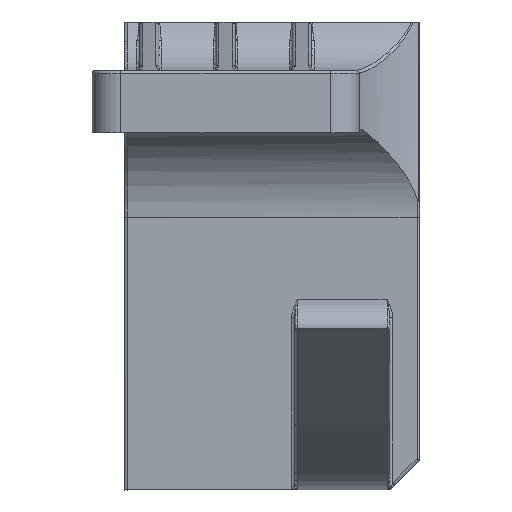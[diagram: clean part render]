
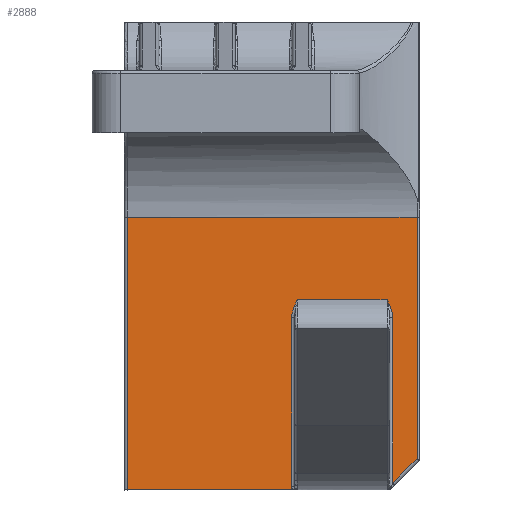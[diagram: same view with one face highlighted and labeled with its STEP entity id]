
A CAD part, left-side view. The second image highlights one B-rep face of the part: STEP entity #2888.
In plain terms, the highlighted planar face has unit normal (-1, 0, 0).
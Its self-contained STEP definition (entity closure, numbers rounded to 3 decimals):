
#73=B_SPLINE_CURVE_WITH_KNOTS('',3,(#4914,#4915,#4916,#4917,#4918,#4919,
#4920,#4921),.UNSPECIFIED.,.F.,.F.,(4,2,1,1,4),(-0.2,-0.199,
-0.08,-0.04,0.),.UNSPECIFIED.);
#75=B_SPLINE_CURVE_WITH_KNOTS('',3,(#4981,#4982,#4983,#4984),
 .UNSPECIFIED.,.F.,.F.,(4,4),(0.758,0.794),
 .UNSPECIFIED.);
#76=B_SPLINE_CURVE_WITH_KNOTS('',3,(#4994,#4995,#4996,#4997,#4998,#4999),
 .UNSPECIFIED.,.F.,.F.,(4,2,4),(-0.199,0.,0.001),
 .UNSPECIFIED.);
#334=PLANE('',#3105);
#406=FACE_OUTER_BOUND('',#584,.T.);
#584=EDGE_LOOP('',(#2016,#2017,#2018,#2019,#2020,#2021,#2022,#2023,#2024,
#2025,#2026));
#797=LINE('',#4688,#984);
#804=LINE('',#4806,#991);
#807=LINE('',#4927,#994);
#808=LINE('',#4987,#995);
#809=LINE('',#4989,#996);
#810=LINE('',#4990,#997);
#811=LINE('',#4992,#998);
#812=LINE('',#5000,#999);
#984=VECTOR('',#3473,10.);
#991=VECTOR('',#3498,10.);
#994=VECTOR('',#3511,10.);
#995=VECTOR('',#3514,10.);
#996=VECTOR('',#3515,10.);
#997=VECTOR('',#3516,10.);
#998=VECTOR('',#3517,10.);
#999=VECTOR('',#3518,10.);
#1187=VERTEX_POINT('',#4685);
#1188=VERTEX_POINT('',#4687);
#1201=VERTEX_POINT('',#4794);
#1202=VERTEX_POINT('',#4805);
#1205=VERTEX_POINT('',#4902);
#1207=VERTEX_POINT('',#4905);
#1208=VERTEX_POINT('',#4923);
#1210=VERTEX_POINT('',#4986);
#1211=VERTEX_POINT('',#4988);
#1212=VERTEX_POINT('',#4991);
#1213=VERTEX_POINT('',#4993);
#1485=EDGE_CURVE('',#1187,#1188,#797,.T.);
#1504=EDGE_CURVE('',#1201,#1202,#804,.T.);
#1512=EDGE_CURVE('',#1207,#1205,#73,.T.);
#1515=EDGE_CURVE('',#1205,#1208,#807,.T.);
#1517=EDGE_CURVE('',#1208,#1201,#75,.T.);
#1518=EDGE_CURVE('',#1210,#1187,#808,.T.);
#1519=EDGE_CURVE('',#1211,#1210,#809,.T.);
#1520=EDGE_CURVE('',#1202,#1211,#810,.T.);
#1521=EDGE_CURVE('',#1212,#1207,#811,.T.);
#1522=EDGE_CURVE('',#1213,#1212,#76,.T.);
#1523=EDGE_CURVE('',#1188,#1213,#812,.T.);
#2016=ORIENTED_EDGE('',*,*,#1485,.F.);
#2017=ORIENTED_EDGE('',*,*,#1518,.F.);
#2018=ORIENTED_EDGE('',*,*,#1519,.F.);
#2019=ORIENTED_EDGE('',*,*,#1520,.F.);
#2020=ORIENTED_EDGE('',*,*,#1504,.F.);
#2021=ORIENTED_EDGE('',*,*,#1517,.F.);
#2022=ORIENTED_EDGE('',*,*,#1515,.F.);
#2023=ORIENTED_EDGE('',*,*,#1512,.F.);
#2024=ORIENTED_EDGE('',*,*,#1521,.F.);
#2025=ORIENTED_EDGE('',*,*,#1522,.F.);
#2026=ORIENTED_EDGE('',*,*,#1523,.F.);
#2888=ADVANCED_FACE('',(#406),#334,.T.);
#3105=AXIS2_PLACEMENT_3D('',#4985,#3512,#3513);
#3473=DIRECTION('',(0.,0.707,-0.707));
#3498=DIRECTION('',(0.,1.,0.));
#3511=DIRECTION('',(0.,0.,-1.));
#3512=DIRECTION('center_axis',(-1.,0.,0.));
#3513=DIRECTION('ref_axis',(0.,0.,-1.));
#3514=DIRECTION('',(0.,0.,-1.));
#3515=DIRECTION('',(0.,-1.,0.));
#3516=DIRECTION('',(0.,0.,1.));
#3517=DIRECTION('',(0.,1.,0.));
#3518=DIRECTION('',(0.,0.,1.));
#4685=CARTESIAN_POINT('',(80.,28.9,53.007));
#4687=CARTESIAN_POINT('',(80.,31.447,50.46));
#4688=CARTESIAN_POINT('',(80.,21.348,60.559));
#4794=CARTESIAN_POINT('',(80.,41.944,49.792));
#4805=CARTESIAN_POINT('',(80.,59.3,49.792));
#4806=CARTESIAN_POINT('',(80.,38.873,49.792));
#4902=CARTESIAN_POINT('',(80.,42.047,67.803));
#4905=CARTESIAN_POINT('',(80.,41.447,69.7));
#4914=CARTESIAN_POINT('Ctrl Pts',(80.,41.447,69.7));
#4915=CARTESIAN_POINT('Ctrl Pts',(80.,41.448,69.698));
#4916=CARTESIAN_POINT('Ctrl Pts',(80.,41.449,69.696));
#4917=CARTESIAN_POINT('Ctrl Pts',(80.,41.62,69.332));
#4918=CARTESIAN_POINT('Ctrl Pts',(80.,41.85,68.85));
#4919=CARTESIAN_POINT('Ctrl Pts',(80.,42.018,68.203));
#4920=CARTESIAN_POINT('Ctrl Pts',(80.,42.047,67.936));
#4921=CARTESIAN_POINT('Ctrl Pts',(80.,42.047,67.803));
#4923=CARTESIAN_POINT('',(80.,42.047,50.132));
#4927=CARTESIAN_POINT('',(80.,42.047,85.506));
#4981=CARTESIAN_POINT('Ctrl Pts',(80.,42.047,50.132));
#4982=CARTESIAN_POINT('Ctrl Pts',(80.,42.047,50.012));
#4983=CARTESIAN_POINT('Ctrl Pts',(80.,42.01,49.892));
#4984=CARTESIAN_POINT('Ctrl Pts',(80.,41.943,49.792));
#4985=CARTESIAN_POINT('Origin',(80.,55.6,116.812));
#4986=CARTESIAN_POINT('',(80.,28.9,78.318));
#4987=CARTESIAN_POINT('',(80.,28.9,98.062));
#4988=CARTESIAN_POINT('',(80.,59.3,78.318));
#4989=CARTESIAN_POINT('',(80.,57.1,78.318));
#4990=CARTESIAN_POINT('',(80.,59.3,98.062));
#4991=CARTESIAN_POINT('',(80.,32.047,69.7));
#4992=CARTESIAN_POINT('',(80.,48.673,69.7));
#4993=CARTESIAN_POINT('',(80.,31.447,67.803));
#4994=CARTESIAN_POINT('Ctrl Pts',(80.,31.447,67.803));
#4995=CARTESIAN_POINT('Ctrl Pts',(80.,31.447,68.468));
#4996=CARTESIAN_POINT('Ctrl Pts',(80.,31.763,69.094));
#4997=CARTESIAN_POINT('Ctrl Pts',(80.,32.045,69.696));
#4998=CARTESIAN_POINT('Ctrl Pts',(80.,32.046,69.698));
#4999=CARTESIAN_POINT('Ctrl Pts',(80.,32.047,69.7));
#5000=CARTESIAN_POINT('',(80.,31.447,83.274));
